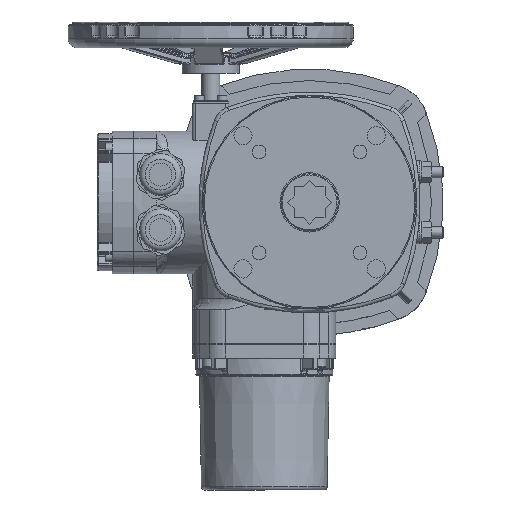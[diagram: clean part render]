
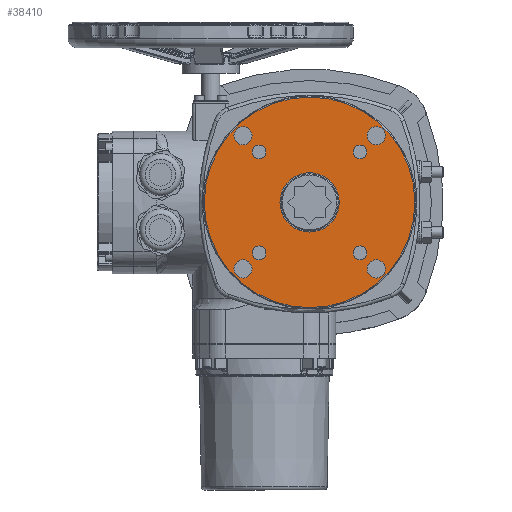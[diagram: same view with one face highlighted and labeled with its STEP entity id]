
A CAD part, front view. The second image highlights one B-rep face of the part: STEP entity #38410.
In plain terms, the highlighted planar face has unit normal (0, -1, 0).
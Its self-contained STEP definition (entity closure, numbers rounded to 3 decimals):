
#1928=FACE_BOUND('',#10431,.T.);
#1929=FACE_BOUND('',#10432,.T.);
#1930=FACE_BOUND('',#10433,.T.);
#1931=FACE_BOUND('',#10434,.T.);
#1932=FACE_BOUND('',#10435,.T.);
#1933=FACE_BOUND('',#10436,.T.);
#1934=FACE_BOUND('',#10437,.T.);
#1935=FACE_BOUND('',#10438,.T.);
#1936=FACE_BOUND('',#10439,.T.);
#2059=PLANE('',#40895);
#8153=FACE_OUTER_BOUND('',#10430,.T.);
#10430=EDGE_LOOP('',(#24400));
#10431=EDGE_LOOP('',(#24401));
#10432=EDGE_LOOP('',(#24402));
#10433=EDGE_LOOP('',(#24403));
#10434=EDGE_LOOP('',(#24404));
#10435=EDGE_LOOP('',(#24405));
#10436=EDGE_LOOP('',(#24406));
#10437=EDGE_LOOP('',(#24407));
#10438=EDGE_LOOP('',(#24408));
#10439=EDGE_LOOP('',(#24409));
#12836=CIRCLE('',#40889,92.275);
#12841=CIRCLE('',#40896,6.);
#12842=CIRCLE('',#40897,6.);
#12843=CIRCLE('',#40898,6.);
#12844=CIRCLE('',#40899,6.);
#12845=CIRCLE('',#40900,26.);
#12846=CIRCLE('',#40901,8.);
#12847=CIRCLE('',#40902,8.);
#12848=CIRCLE('',#40903,8.);
#12849=CIRCLE('',#40904,8.);
#15014=VERTEX_POINT('',#55764);
#15018=VERTEX_POINT('',#55776);
#15019=VERTEX_POINT('',#55778);
#15020=VERTEX_POINT('',#55780);
#15021=VERTEX_POINT('',#55782);
#15022=VERTEX_POINT('',#55784);
#15023=VERTEX_POINT('',#55786);
#15024=VERTEX_POINT('',#55788);
#15025=VERTEX_POINT('',#55790);
#15026=VERTEX_POINT('',#55792);
#18631=EDGE_CURVE('',#15014,#15014,#12836,.T.);
#18637=EDGE_CURVE('',#15018,#15018,#12841,.T.);
#18638=EDGE_CURVE('',#15019,#15019,#12842,.T.);
#18639=EDGE_CURVE('',#15020,#15020,#12843,.T.);
#18640=EDGE_CURVE('',#15021,#15021,#12844,.T.);
#18641=EDGE_CURVE('',#15022,#15022,#12845,.T.);
#18642=EDGE_CURVE('',#15023,#15023,#12846,.T.);
#18643=EDGE_CURVE('',#15024,#15024,#12847,.T.);
#18644=EDGE_CURVE('',#15025,#15025,#12848,.T.);
#18645=EDGE_CURVE('',#15026,#15026,#12849,.T.);
#24400=ORIENTED_EDGE('',*,*,#18631,.F.);
#24401=ORIENTED_EDGE('',*,*,#18637,.F.);
#24402=ORIENTED_EDGE('',*,*,#18638,.F.);
#24403=ORIENTED_EDGE('',*,*,#18639,.F.);
#24404=ORIENTED_EDGE('',*,*,#18640,.F.);
#24405=ORIENTED_EDGE('',*,*,#18641,.F.);
#24406=ORIENTED_EDGE('',*,*,#18642,.T.);
#24407=ORIENTED_EDGE('',*,*,#18643,.T.);
#24408=ORIENTED_EDGE('',*,*,#18644,.T.);
#24409=ORIENTED_EDGE('',*,*,#18645,.T.);
#38410=ADVANCED_FACE('',(#8153,#1928,#1929,#1930,#1931,#1932,#1933,#1934,
#1935,#1936),#2059,.F.);
#40889=AXIS2_PLACEMENT_3D('',#55765,#45069,#45070);
#40895=AXIS2_PLACEMENT_3D('',#55775,#45082,#45083);
#40896=AXIS2_PLACEMENT_3D('',#55777,#45084,#45085);
#40897=AXIS2_PLACEMENT_3D('',#55779,#45086,#45087);
#40898=AXIS2_PLACEMENT_3D('',#55781,#45088,#45089);
#40899=AXIS2_PLACEMENT_3D('',#55783,#45090,#45091);
#40900=AXIS2_PLACEMENT_3D('',#55785,#45092,#45093);
#40901=AXIS2_PLACEMENT_3D('',#55787,#45094,#45095);
#40902=AXIS2_PLACEMENT_3D('',#55789,#45096,#45097);
#40903=AXIS2_PLACEMENT_3D('',#55791,#45098,#45099);
#40904=AXIS2_PLACEMENT_3D('',#55793,#45100,#45101);
#45069=DIRECTION('center_axis',(0.,1.,0.));
#45070=DIRECTION('ref_axis',(-1.,0.,0.));
#45082=DIRECTION('center_axis',(0.,1.,0.));
#45083=DIRECTION('ref_axis',(0.,0.,1.));
#45084=DIRECTION('center_axis',(0.,-1.,0.));
#45085=DIRECTION('ref_axis',(1.,0.,0.));
#45086=DIRECTION('center_axis',(0.,-1.,0.));
#45087=DIRECTION('ref_axis',(1.,0.,0.));
#45088=DIRECTION('center_axis',(0.,-1.,0.));
#45089=DIRECTION('ref_axis',(1.,0.,0.));
#45090=DIRECTION('center_axis',(0.,-1.,0.));
#45091=DIRECTION('ref_axis',(1.,0.,0.));
#45092=DIRECTION('center_axis',(0.,-1.,0.));
#45093=DIRECTION('ref_axis',(1.,0.,0.));
#45094=DIRECTION('center_axis',(0.,1.,0.));
#45095=DIRECTION('ref_axis',(1.,0.,0.));
#45096=DIRECTION('center_axis',(0.,1.,0.));
#45097=DIRECTION('ref_axis',(1.,0.,0.));
#45098=DIRECTION('center_axis',(0.,1.,0.));
#45099=DIRECTION('ref_axis',(1.,0.,0.));
#45100=DIRECTION('center_axis',(0.,1.,0.));
#45101=DIRECTION('ref_axis',(1.,0.,0.));
#55764=CARTESIAN_POINT('',(0.,0.,92.275));
#55765=CARTESIAN_POINT('Origin',(0.,0.,0.));
#55775=CARTESIAN_POINT('Origin',(0.,0.,0.));
#55776=CARTESIAN_POINT('',(38.194,0.,-44.194));
#55777=CARTESIAN_POINT('Origin',(44.194,0.,-44.194));
#55778=CARTESIAN_POINT('',(38.194,0.,44.194));
#55779=CARTESIAN_POINT('Origin',(44.194,0.,44.194));
#55780=CARTESIAN_POINT('',(-50.194,0.,44.194));
#55781=CARTESIAN_POINT('Origin',(-44.194,0.,44.194));
#55782=CARTESIAN_POINT('',(-50.194,0.,-44.194));
#55783=CARTESIAN_POINT('Origin',(-44.194,0.,-44.194));
#55784=CARTESIAN_POINT('',(-26.,0.,0.));
#55785=CARTESIAN_POINT('Origin',(0.,0.,0.));
#55786=CARTESIAN_POINT('',(-66.336,0.,-58.336));
#55787=CARTESIAN_POINT('Origin',(-58.336,0.,-58.336));
#55788=CARTESIAN_POINT('',(50.336,0.,-58.336));
#55789=CARTESIAN_POINT('Origin',(58.336,0.,-58.336));
#55790=CARTESIAN_POINT('',(-66.336,0.,58.336));
#55791=CARTESIAN_POINT('Origin',(-58.336,0.,58.336));
#55792=CARTESIAN_POINT('',(50.336,0.,58.336));
#55793=CARTESIAN_POINT('Origin',(58.336,0.,58.336));
